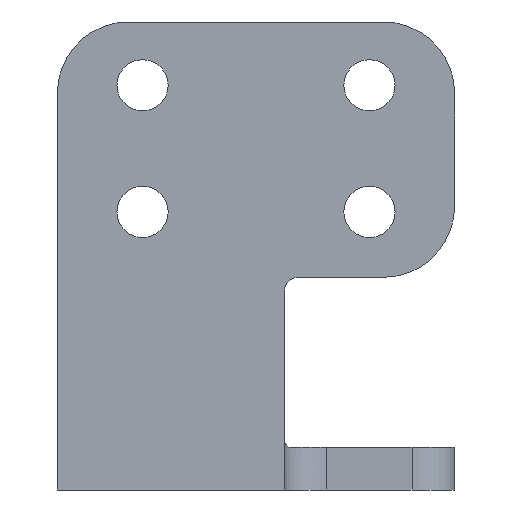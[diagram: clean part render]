
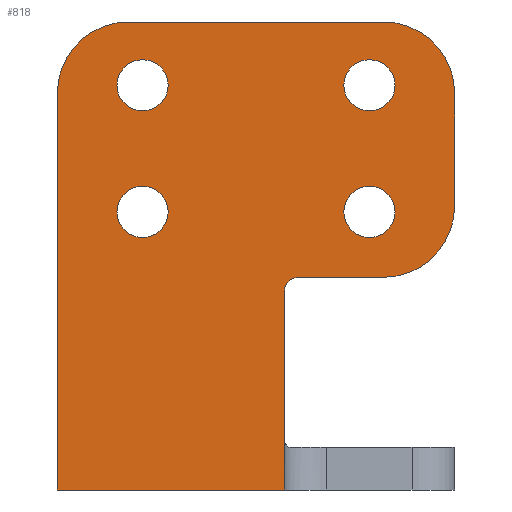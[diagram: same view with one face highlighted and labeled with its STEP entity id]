
A CAD part, front view. The second image highlights one B-rep face of the part: STEP entity #818.
In plain terms, the highlighted planar face has unit normal (0, -1, 0).
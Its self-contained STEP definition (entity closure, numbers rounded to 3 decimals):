
#26=FACE_BOUND('',#146,.T.);
#27=FACE_BOUND('',#147,.T.);
#28=FACE_BOUND('',#148,.T.);
#29=FACE_BOUND('',#149,.T.);
#48=PLANE('',#921);
#91=FACE_OUTER_BOUND('',#145,.T.);
#145=EDGE_LOOP('',(#706,#707,#708,#709,#710,#711,#712,#713,#714,#715));
#146=EDGE_LOOP('',(#716));
#147=EDGE_LOOP('',(#717));
#148=EDGE_LOOP('',(#718));
#149=EDGE_LOOP('',(#719));
#189=CIRCLE('',#886,9.011);
#191=CIRCLE('',#889,9.011);
#192=CIRCLE('',#891,9.011);
#193=CIRCLE('',#893,9.011);
#200=CIRCLE('',#907,5.);
#202=CIRCLE('',#911,25.);
#204=CIRCLE('',#916,25.);
#205=CIRCLE('',#919,25.);
#209=LINE('',#1196,#275);
#253=LINE('',#1372,#319);
#257=LINE('',#1384,#323);
#261=LINE('',#1397,#327);
#266=LINE('',#1408,#332);
#267=LINE('',#1409,#333);
#275=VECTOR('',#938,10.);
#319=VECTOR('',#1118,10.);
#323=VECTOR('',#1130,10.);
#327=VECTOR('',#1144,10.);
#332=VECTOR('',#1157,10.);
#333=VECTOR('',#1158,10.);
#344=VERTEX_POINT('',#1193);
#345=VERTEX_POINT('',#1195);
#387=VERTEX_POINT('',#1316);
#389=VERTEX_POINT('',#1322);
#390=VERTEX_POINT('',#1326);
#391=VERTEX_POINT('',#1330);
#401=VERTEX_POINT('',#1364);
#403=VERTEX_POINT('',#1370);
#405=VERTEX_POINT('',#1376);
#407=VERTEX_POINT('',#1382);
#409=VERTEX_POINT('',#1390);
#410=VERTEX_POINT('',#1391);
#411=VERTEX_POINT('',#1396);
#413=VERTEX_POINT('',#1407);
#420=EDGE_CURVE('',#345,#344,#209,.T.);
#477=EDGE_CURVE('',#387,#387,#189,.T.);
#480=EDGE_CURVE('',#389,#389,#191,.T.);
#482=EDGE_CURVE('',#390,#390,#192,.T.);
#484=EDGE_CURVE('',#391,#391,#193,.T.);
#502=EDGE_CURVE('',#401,#344,#200,.T.);
#505=EDGE_CURVE('',#401,#403,#253,.T.);
#508=EDGE_CURVE('',#405,#403,#202,.T.);
#511=EDGE_CURVE('',#405,#407,#257,.T.);
#514=EDGE_CURVE('',#409,#410,#204,.T.);
#517=EDGE_CURVE('',#410,#411,#261,.T.);
#521=EDGE_CURVE('',#411,#407,#205,.T.);
#523=EDGE_CURVE('',#413,#409,#266,.T.);
#524=EDGE_CURVE('',#413,#345,#267,.T.);
#706=ORIENTED_EDGE('',*,*,#508,.F.);
#707=ORIENTED_EDGE('',*,*,#511,.T.);
#708=ORIENTED_EDGE('',*,*,#521,.F.);
#709=ORIENTED_EDGE('',*,*,#517,.F.);
#710=ORIENTED_EDGE('',*,*,#514,.F.);
#711=ORIENTED_EDGE('',*,*,#523,.F.);
#712=ORIENTED_EDGE('',*,*,#524,.T.);
#713=ORIENTED_EDGE('',*,*,#420,.T.);
#714=ORIENTED_EDGE('',*,*,#502,.F.);
#715=ORIENTED_EDGE('',*,*,#505,.T.);
#716=ORIENTED_EDGE('',*,*,#477,.T.);
#717=ORIENTED_EDGE('',*,*,#480,.T.);
#718=ORIENTED_EDGE('',*,*,#482,.T.);
#719=ORIENTED_EDGE('',*,*,#484,.T.);
#818=ADVANCED_FACE('',(#91,#26,#27,#28,#29),#48,.T.);
#886=AXIS2_PLACEMENT_3D('',#1317,#1056,#1057);
#889=AXIS2_PLACEMENT_3D('',#1323,#1063,#1064);
#891=AXIS2_PLACEMENT_3D('',#1327,#1068,#1069);
#893=AXIS2_PLACEMENT_3D('',#1331,#1073,#1074);
#907=AXIS2_PLACEMENT_3D('',#1366,#1112,#1113);
#911=AXIS2_PLACEMENT_3D('',#1378,#1124,#1125);
#916=AXIS2_PLACEMENT_3D('',#1392,#1138,#1139);
#919=AXIS2_PLACEMENT_3D('',#1403,#1150,#1151);
#921=AXIS2_PLACEMENT_3D('',#1406,#1155,#1156);
#938=DIRECTION('',(0.,0.,1.));
#1056=DIRECTION('center_axis',(0.,1.,0.));
#1057=DIRECTION('ref_axis',(0.,0.,-1.));
#1063=DIRECTION('center_axis',(0.,1.,0.));
#1064=DIRECTION('ref_axis',(0.,0.,-1.));
#1068=DIRECTION('center_axis',(0.,1.,0.));
#1069=DIRECTION('ref_axis',(0.,0.,-1.));
#1073=DIRECTION('center_axis',(0.,1.,0.));
#1074=DIRECTION('ref_axis',(0.,0.,-1.));
#1112=DIRECTION('center_axis',(0.,-1.,0.));
#1113=DIRECTION('ref_axis',(-0.707,0.,0.707));
#1118=DIRECTION('',(1.,0.,0.));
#1124=DIRECTION('center_axis',(0.,1.,0.));
#1125=DIRECTION('ref_axis',(0.707,0.,-0.707));
#1130=DIRECTION('',(0.,0.,1.));
#1138=DIRECTION('center_axis',(0.,1.,0.));
#1139=DIRECTION('ref_axis',(-0.707,0.,0.707));
#1144=DIRECTION('',(1.,0.,0.));
#1150=DIRECTION('center_axis',(0.,1.,0.));
#1151=DIRECTION('ref_axis',(0.707,0.,0.707));
#1155=DIRECTION('center_axis',(0.,-1.,0.));
#1156=DIRECTION('ref_axis',(1.,0.,0.));
#1157=DIRECTION('',(0.,0.,1.));
#1158=DIRECTION('',(1.,0.,0.));
#1193=CARTESIAN_POINT('',(80.,0.,70.));
#1195=CARTESIAN_POINT('',(80.,0.,0.));
#1196=CARTESIAN_POINT('',(80.,0.,18.75));
#1316=CARTESIAN_POINT('',(110.,0.,107.068));
#1317=CARTESIAN_POINT('Origin',(110.,0.,98.057));
#1322=CARTESIAN_POINT('',(30.,0.,151.702));
#1323=CARTESIAN_POINT('Origin',(30.,0.,142.691));
#1326=CARTESIAN_POINT('',(30.,0.,107.068));
#1327=CARTESIAN_POINT('Origin',(30.,0.,98.057));
#1330=CARTESIAN_POINT('',(110.,0.,151.702));
#1331=CARTESIAN_POINT('Origin',(110.,0.,142.691));
#1364=CARTESIAN_POINT('',(85.,0.,75.));
#1366=CARTESIAN_POINT('Origin',(85.,0.,70.));
#1370=CARTESIAN_POINT('',(115.,0.,75.));
#1372=CARTESIAN_POINT('',(70.,0.,75.));
#1376=CARTESIAN_POINT('',(140.,0.,100.));
#1378=CARTESIAN_POINT('Origin',(115.,0.,100.));
#1382=CARTESIAN_POINT('',(140.,0.,140.));
#1384=CARTESIAN_POINT('',(140.,0.,0.));
#1390=CARTESIAN_POINT('',(0.,0.,140.));
#1391=CARTESIAN_POINT('',(25.,0.,165.));
#1392=CARTESIAN_POINT('Origin',(25.,0.,140.));
#1396=CARTESIAN_POINT('',(115.,0.,165.));
#1397=CARTESIAN_POINT('',(140.,0.,165.));
#1403=CARTESIAN_POINT('Origin',(115.,0.,140.));
#1406=CARTESIAN_POINT('Origin',(0.,0.,0.));
#1407=CARTESIAN_POINT('',(0.,0.,0.));
#1408=CARTESIAN_POINT('',(0.,0.,0.));
#1409=CARTESIAN_POINT('',(0.,0.,0.));
